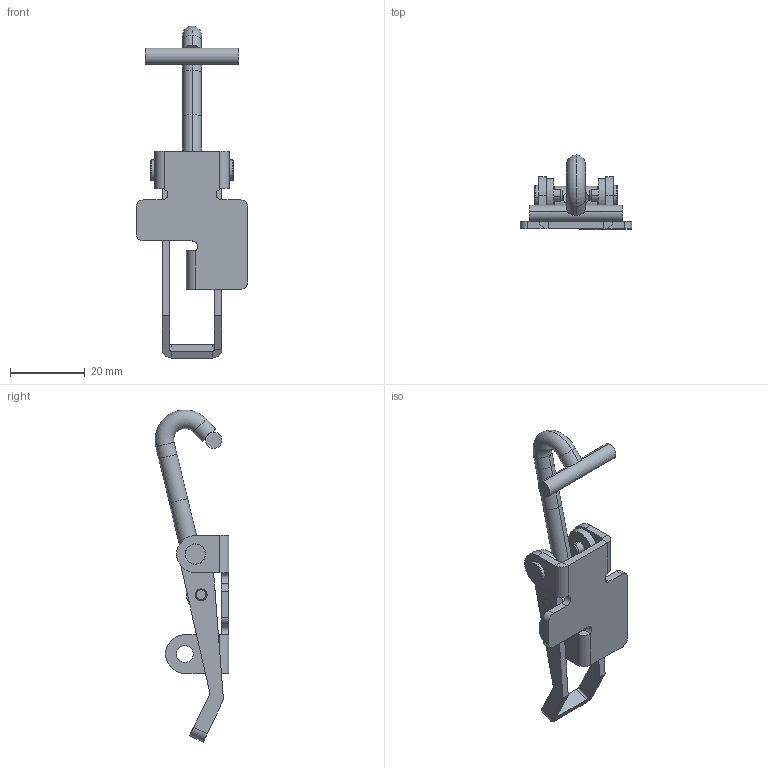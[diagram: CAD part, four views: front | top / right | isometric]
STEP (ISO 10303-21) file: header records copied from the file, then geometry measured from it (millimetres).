
FILE_DESCRIPTION (( 'STEP AP214' ), '1' );
FILE_NAME ('520101 - 701 TLA Böjd T-skruv.STEP', '2016-12-30T10:21:19', ( '' ), ( '' ), 'SwSTEP 2.0', 'SolidWorks 2015', '' );
FILE_SCHEMA (( 'AUTOMOTIVE_DESIGN' ));
Length unit declared in the file: millimetre
Products named in the file (6): 520101 - 701 TLA B鐱d T-skruv; B鐱d T-skruv M5_Default<As Machined>; 701 - Mid Cylinder; 701 - Ansatsnit; 701 - Bygel; 701 - LA
Assembly tree (6 placements, depth 2):
  520101 - 701 TLA B鐱d T-skruv
    701 - LA
    701 - Bygel
    701 - Ansatsnit  x2
    701 - Mid Cylinder
    B鐱d T-skruv M5_Default<As Machined>
Bounding box: 30 x 19.78 x 89.07 mm (x, y, z)
Volume: 5753.9 mm3; surface area: 6714.5 mm2
Topology: 6 solids, 6 shells, 152 faces, 341 edges, 208 vertices
Faces by surface type: cylinder 69, plane 65, cone 12, torus 6
Entity records: 4287 total; most frequent: CARTESIAN_POINT 810, DIRECTION 739, ORIENTED_EDGE 630, EDGE_CURVE 315, AXIS2_PLACEMENT_3D 285, VERTEX_POINT 192, LINE 169, VECTOR 169
